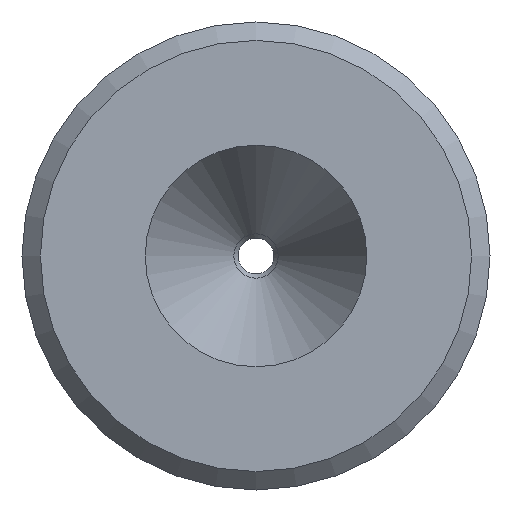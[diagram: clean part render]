
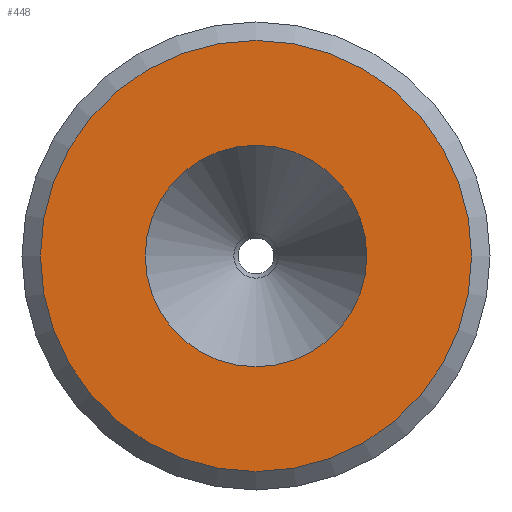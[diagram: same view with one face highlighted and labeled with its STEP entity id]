
A CAD part, left-side view. The second image highlights one B-rep face of the part: STEP entity #448.
In plain terms, the highlighted planar face has unit normal (-1, 0, 0).
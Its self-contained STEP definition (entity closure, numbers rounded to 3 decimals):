
#261=CARTESIAN_POINT('',(0.,-2.285,0.0));
#262=VERTEX_POINT('',#261);
#263=CARTESIAN_POINT('',(0.0,0.0,0.0));
#264=DIRECTION('',(1.0,0.0,0.0));
#265=DIRECTION('',(0.0,-1.0,0.0));
#266=AXIS2_PLACEMENT_3D('',#263,#264,#265);
#267=CIRCLE('',#266,2.285);
#268=EDGE_CURVE('',#262,#262,#267,.T.);
#333=CARTESIAN_POINT('',(0.,4.446,0.0));
#334=VERTEX_POINT('',#333);
#335=CARTESIAN_POINT('',(0.,0.0,0.0));
#336=DIRECTION('',(1.0,0.0,0.0));
#337=DIRECTION('',(0.0,1.0,0.0));
#338=AXIS2_PLACEMENT_3D('',#335,#336,#337);
#339=CIRCLE('',#338,4.446);
#340=EDGE_CURVE('',#334,#334,#339,.T.);
#437=CARTESIAN_POINT('',(0.,2.223,0.0));
#438=DIRECTION('',(-1.0,0.0,0.0));
#439=DIRECTION('',(0.0,0.0,1.0));
#440=AXIS2_PLACEMENT_3D('',#437,#438,#439);
#441=PLANE('',#440);
#442=ORIENTED_EDGE('',*,*,#340,.F.);
#443=EDGE_LOOP('',(#442));
#444=FACE_OUTER_BOUND('',#443,.T.);
#445=ORIENTED_EDGE('',*,*,#268,.T.);
#446=EDGE_LOOP('',(#445));
#447=FACE_BOUND('',#446,.T.);
#448=ADVANCED_FACE('',(#444,#447),#441,.T.);
